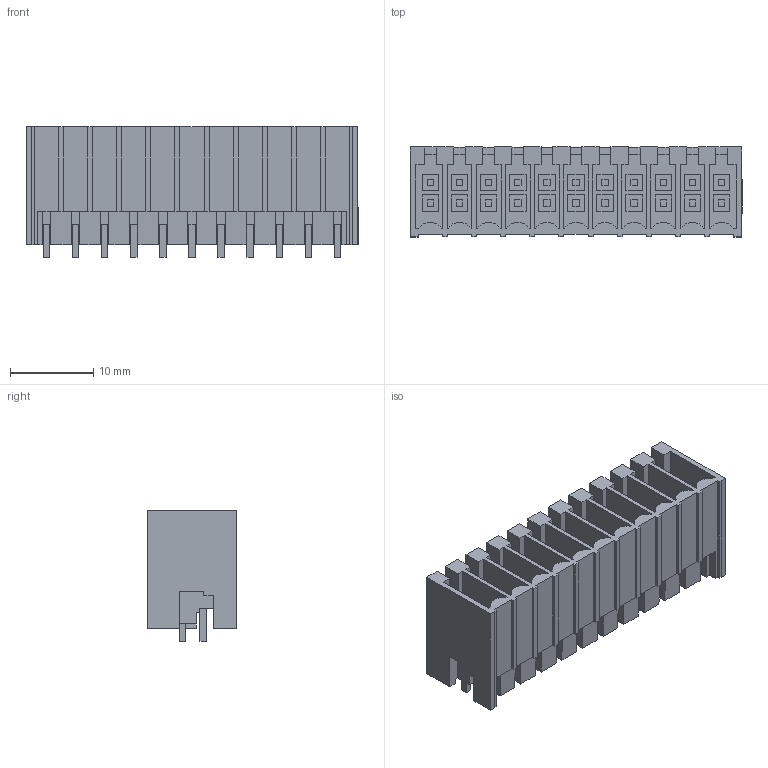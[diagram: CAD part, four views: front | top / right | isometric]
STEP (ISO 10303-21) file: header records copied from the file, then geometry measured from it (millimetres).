
FILE_DESCRIPTION(('CATIA V5 STEP Exchange','CAx-IF Rec.Pracs.--- Model Styling and Organization---1.2---2011-12-15'),'2;1');
FILE_NAME ('D1450732_0', '2018-03-29T12:03:02+00:00', ('none'), ('Weidmueller'), 'CATIA Version 5-6 Release 2014', 'CATIA V5 STEP AP214', 'none');
FILE_SCHEMA(('AUTOMOTIVE_DESIGN { 1 0 10303 214 1 1 1 1 }'));
Length unit declared in the file: millimetre
Products named in the file (1): 1290510000
Bounding box: 39.9 x 10.8 x 15.7 mm (x, y, z)
Volume: 3178.6 mm3; surface area: 6844.3 mm2
Topology: 23 solids, 23 shells, 760 faces, 2211 edges, 1529 vertices
Faces by surface type: plane 738, cylinder 22
Entity records: 22840 total; most frequent: ORIENTED_EDGE 4422, CARTESIAN_POINT 4095, DIRECTION 2919, EDGE_CURVE 2211, VECTOR 2167, LINE 2167, VERTEX_POINT 1529, EDGE_LOOP 836
